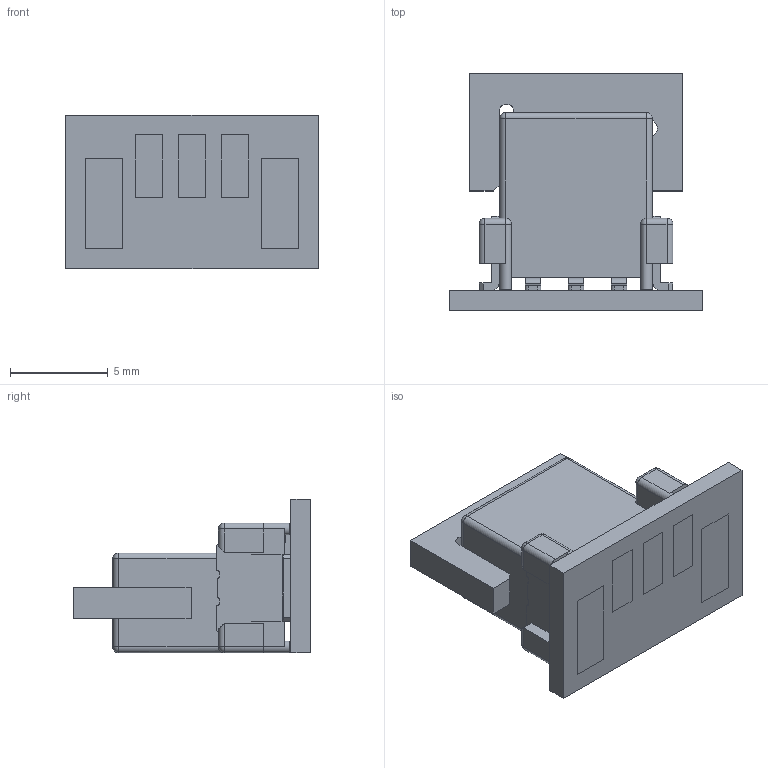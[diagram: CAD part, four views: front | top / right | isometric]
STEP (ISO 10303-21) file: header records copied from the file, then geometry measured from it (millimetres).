
FILE_DESCRIPTION (( 'STEP AP214' ), '1' );
FILE_NAME ('C_PCB_Slot_SMT_3F_V_ASSY.STEP', '2019-03-20T05:06:31', ( 'Personal' ), ( 'Microsoft' ), 'SwSTEP 2.0', 'SolidWorks 2017', '' );
FILE_SCHEMA (( 'AUTOMOTIVE_DESIGN' ));
Length unit declared in the file: millimetre
Products named in the file (4): PCB_Slot_SMT_3F_PCB_Rev A; C_PCB_Slot_SMT_3F_V_ASSY; PCB_Slot_SMT_3F_V_PCB_Rev A
Assembly tree (3 placements, depth 2):
  C_PCB_Slot_SMT_3F_V_ASSY
    C_PCB_Slot_SMT_3F_V_ASSY
    PCB_Slot_SMT_3F_PCB_Rev A
    PCB_Slot_SMT_3F_V_PCB_Rev A
Bounding box: 12.89 x 12.1 x 7.85 mm (x, y, z)
Volume: 520.1 mm3; surface area: 1092.5 mm2
Topology: 14 solids, 14 shells, 417 faces, 1086 edges, 702 vertices
Faces by surface type: plane 322, cylinder 73, bspline 12, sphere 10
Full cylindrical faces by diameter (mm): 0.6 x4, 1 x1
Entity records: 13316 total; most frequent: CARTESIAN_POINT 2868, ORIENTED_EDGE 2138, DIRECTION 2003, EDGE_CURVE 1069, LINE 893, VECTOR 893, VERTEX_POINT 700, AXIS2_PLACEMENT_3D 555
